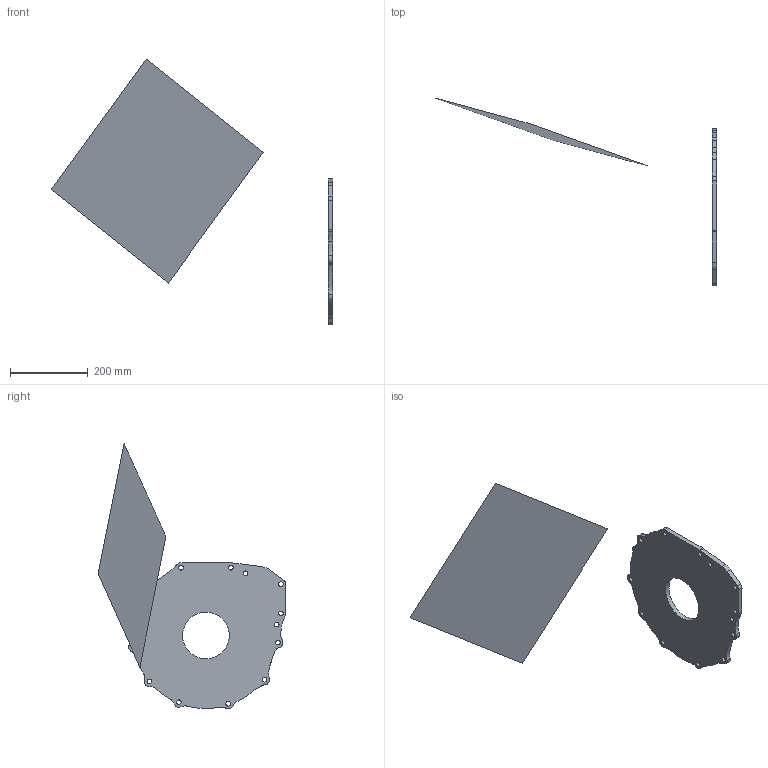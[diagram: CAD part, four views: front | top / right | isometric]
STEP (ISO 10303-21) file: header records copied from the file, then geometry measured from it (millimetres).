
FILE_DESCRIPTION(/* description */ (''),/* implementation_level */ '2;1');
FILE_NAME(/* name */ 'Courier Bellhouse Adapter (Philip) v5.step',/* time_stamp */ '2020-08-12T15:04:41+10:00',/* author */ (''),/* organization */ (''),/* preprocessor_version */ 'ST-DEVELOPER v18.1',/* originating_system */ 'Autodesk Translation Framework v9.3.0.1241',/* authorisation */ '');
FILE_SCHEMA (('AUTOMOTIVE_DESIGN { 1 0 10303 214 3 1 1 }'));
Length unit declared in the file: millimetre
Products named in the file (1): Courier Bellhouse Adapter (Philip)
Bounding box: 723.2 x 482.55 x 682.09 mm (x, y, z)
Volume: 1298877.6 mm3; surface area: 410142.2 mm2
Topology: 1 solids, 2 shells, 59 faces, 172 edges, 116 vertices
Faces by surface type: cylinder 35, bspline 17, plane 7
Full cylindrical faces by diameter (mm): 12 x13, 120 x1
Entity records: 3014 total; most frequent: CARTESIAN_POINT 1449, ORIENTED_EDGE 340, DIRECTION 294, EDGE_CURVE 172, VERTEX_POINT 116, AXIS2_PLACEMENT_3D 113, EDGE_LOOP 87, CIRCLE 70
